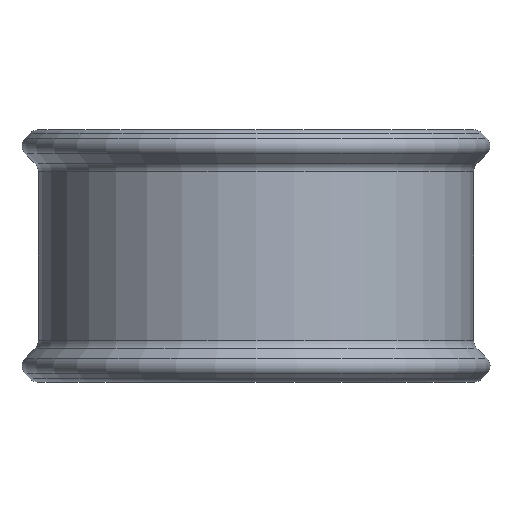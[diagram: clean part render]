
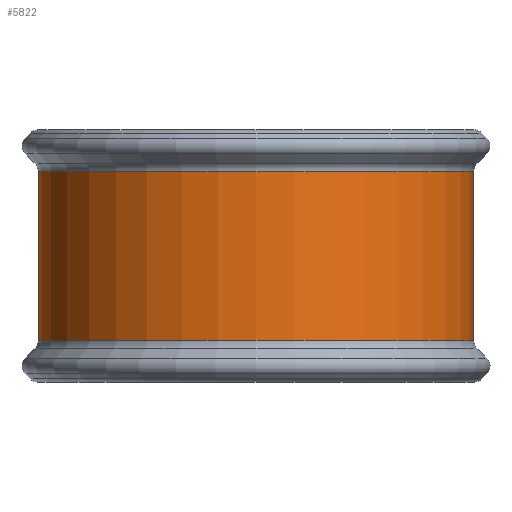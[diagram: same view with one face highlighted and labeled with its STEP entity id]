
A CAD part, front view. The second image highlights one B-rep face of the part: STEP entity #5822.
In plain terms, the highlighted cylindrical face has radius 14.884 mm (diameter 29.769 mm), a partial arc.
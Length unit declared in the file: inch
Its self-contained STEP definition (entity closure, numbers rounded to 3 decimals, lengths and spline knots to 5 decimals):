
#377 = EDGE_CURVE ( 'NONE', #4232, #1037, #4427, .T. ) ;
#423 = CARTESIAN_POINT ( 'NONE',  ( -0.055, -1., 0.22729 ) ) ;
#569 = VERTEX_POINT ( 'NONE', #5703 ) ;
#604 = DIRECTION ( 'NONE',  ( 0., 0., -1. ) ) ;
#678 = VECTOR ( 'NONE', #882, 39.37008 ) ;
#878 = FACE_OUTER_BOUND ( 'NONE', #6050, .T. ) ;
#882 = DIRECTION ( 'NONE',  ( 0., 0., 1. ) ) ;
#1037 = VERTEX_POINT ( 'NONE', #3681 ) ;
#1139 = CARTESIAN_POINT ( 'NONE',  ( 0.531, -1., 0.22729 ) ) ;
#1359 = AXIS2_PLACEMENT_3D ( 'NONE', #3428, #604, #3887 ) ;
#1612 = DIRECTION ( 'NONE',  ( -1., 0., 0. ) ) ;
#1756 = ORIENTED_EDGE ( 'NONE', *, *, #6084, .F. ) ;
#1768 = CARTESIAN_POINT ( 'NONE',  ( 0.531, -0.414, 0.22729 ) ) ;
#1772 = LINE ( 'NONE', #1768, #678 ) ;
#1925 = VECTOR ( 'NONE', #3239, 39.37008 ) ;
#2160 = DIRECTION ( 'NONE',  ( 0., 0., -1. ) ) ;
#2187 = DIRECTION ( 'NONE',  ( -1., 0., 0. ) ) ;
#2823 = CIRCLE ( 'NONE', #5213, 0.586 ) ;
#2892 = ORIENTED_EDGE ( 'NONE', *, *, #2973, .T. ) ;
#2973 = EDGE_CURVE ( 'NONE', #5906, #1037, #2823, .T. ) ;
#3060 = ORIENTED_EDGE ( 'NONE', *, *, #377, .F. ) ;
#3239 = DIRECTION ( 'NONE',  ( 0., 0., 1. ) ) ;
#3428 = CARTESIAN_POINT ( 'NONE',  ( 0.531, -1., -0.22729 ) ) ;
#3490 = AXIS2_PLACEMENT_3D ( 'NONE', #5460, #2160, #2187 ) ;
#3649 = CARTESIAN_POINT ( 'NONE',  ( 0.531, -0.414, 0.22729 ) ) ;
#3681 = CARTESIAN_POINT ( 'NONE',  ( -0.055, -1., 0.22729 ) ) ;
#3876 = CYLINDRICAL_SURFACE ( 'NONE', #3490, 0.586 ) ;
#3887 = DIRECTION ( 'NONE',  ( -1., 0., 0. ) ) ;
#4232 = VERTEX_POINT ( 'NONE', #4559 ) ;
#4360 = EDGE_CURVE ( 'NONE', #569, #5906, #1772, .T. ) ;
#4427 = LINE ( 'NONE', #423, #1925 ) ;
#4435 = DIRECTION ( 'NONE',  ( 0., 0., -1. ) ) ;
#4559 = CARTESIAN_POINT ( 'NONE',  ( -0.055, -1., -0.22729 ) ) ;
#5213 = AXIS2_PLACEMENT_3D ( 'NONE', #1139, #4435, #1612 ) ;
#5382 = ORIENTED_EDGE ( 'NONE', *, *, #4360, .T. ) ;
#5460 = CARTESIAN_POINT ( 'NONE',  ( 0.531, -1., 0. ) ) ;
#5703 = CARTESIAN_POINT ( 'NONE',  ( 0.531, -0.414, -0.22729 ) ) ;
#5822 = ADVANCED_FACE ( 'NONE', ( #878 ), #3876, .T. ) ;
#5906 = VERTEX_POINT ( 'NONE', #3649 ) ;
#6050 = EDGE_LOOP ( 'NONE', ( #5382, #2892, #3060, #1756 ) ) ;
#6084 = EDGE_CURVE ( 'NONE', #569, #4232, #6105, .T. ) ;
#6105 = CIRCLE ( 'NONE', #1359, 0.586 ) ;
